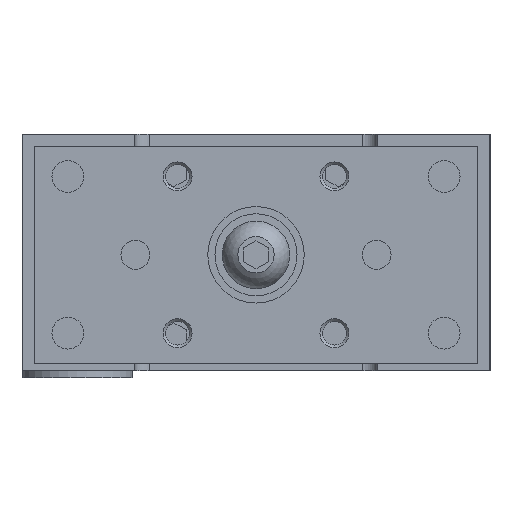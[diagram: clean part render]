
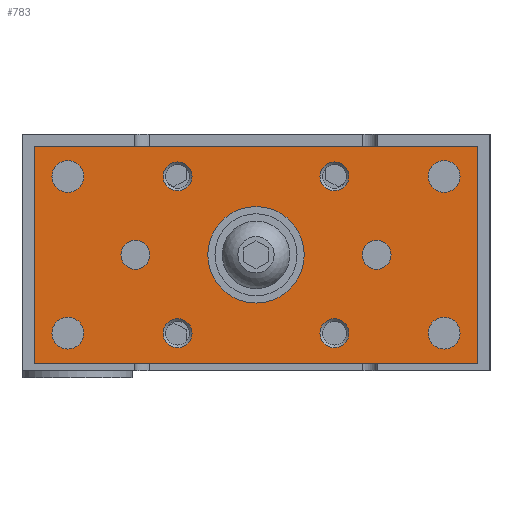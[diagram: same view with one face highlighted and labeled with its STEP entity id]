
A CAD part, left-side view. The second image highlights one B-rep face of the part: STEP entity #783.
In plain terms, the highlighted planar face has unit normal (-1, 0, 0).
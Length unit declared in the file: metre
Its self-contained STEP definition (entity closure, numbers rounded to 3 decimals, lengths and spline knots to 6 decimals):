
#783 = ADVANCED_FACE( '', ( #1869, #1870, #1871, #1872, #1873, #1874, #1875, #1876, #1877, #1878, #1879, #1880 ), #1881, .T. );
#1869 = FACE_OUTER_BOUND( '', #3251, .T. );
#1870 = FACE_BOUND( '', #3252, .T. );
#1871 = FACE_BOUND( '', #3253, .T. );
#1872 = FACE_BOUND( '', #3254, .T. );
#1873 = FACE_BOUND( '', #3255, .T. );
#1874 = FACE_BOUND( '', #3256, .T. );
#1875 = FACE_BOUND( '', #3257, .T. );
#1876 = FACE_BOUND( '', #3258, .T. );
#1877 = FACE_BOUND( '', #3259, .T. );
#1878 = FACE_BOUND( '', #3260, .T. );
#1879 = FACE_BOUND( '', #3261, .T. );
#1880 = FACE_BOUND( '', #3262, .T. );
#1881 = PLANE( '', #3263 );
#3251 = EDGE_LOOP( '', ( #5337, #5338, #5339, #5340 ) );
#3252 = EDGE_LOOP( '', ( #5341 ) );
#3253 = EDGE_LOOP( '', ( #5342 ) );
#3254 = EDGE_LOOP( '', ( #5343 ) );
#3255 = EDGE_LOOP( '', ( #5344 ) );
#3256 = EDGE_LOOP( '', ( #5345 ) );
#3257 = EDGE_LOOP( '', ( #5346 ) );
#3258 = EDGE_LOOP( '', ( #5347 ) );
#3259 = EDGE_LOOP( '', ( #5348 ) );
#3260 = EDGE_LOOP( '', ( #5349 ) );
#3261 = EDGE_LOOP( '', ( #5350 ) );
#3262 = EDGE_LOOP( '', ( #5351 ) );
#3263 = AXIS2_PLACEMENT_3D( '', #5352, #5353, #5354 );
#5337 = ORIENTED_EDGE( '', *, *, #7264, .T. );
#5338 = ORIENTED_EDGE( '', *, *, #7265, .T. );
#5339 = ORIENTED_EDGE( '', *, *, #7266, .T. );
#5340 = ORIENTED_EDGE( '', *, *, #7267, .T. );
#5341 = ORIENTED_EDGE( '', *, *, #7268, .T. );
#5342 = ORIENTED_EDGE( '', *, *, #7269, .F. );
#5343 = ORIENTED_EDGE( '', *, *, #7270, .F. );
#5344 = ORIENTED_EDGE( '', *, *, #7271, .T. );
#5345 = ORIENTED_EDGE( '', *, *, #7118, .T. );
#5346 = ORIENTED_EDGE( '', *, *, #7272, .F. );
#5347 = ORIENTED_EDGE( '', *, *, #6806, .T. );
#5348 = ORIENTED_EDGE( '', *, *, #6934, .F. );
#5349 = ORIENTED_EDGE( '', *, *, #6606, .F. );
#5350 = ORIENTED_EDGE( '', *, *, #7273, .T. );
#5351 = ORIENTED_EDGE( '', *, *, #7274, .T. );
#5352 = CARTESIAN_POINT( '', ( -0.019, -0.046, -0.0025 ) );
#5353 = DIRECTION( '', ( -1., 0., 0. ) );
#5354 = DIRECTION( '', ( 0., 0., 1. ) );
#6606 = EDGE_CURVE( '', #7616, #7616, #7617, .T. );
#6806 = EDGE_CURVE( '', #7950, #7950, #7951, .T. );
#6934 = EDGE_CURVE( '', #8162, #8162, #8163, .T. );
#7118 = EDGE_CURVE( '', #8436, #8436, #8437, .T. );
#7264 = EDGE_CURVE( '', #8648, #8649, #8650, .T. );
#7265 = EDGE_CURVE( '', #8649, #8651, #8652, .T. );
#7266 = EDGE_CURVE( '', #8651, #8653, #8654, .T. );
#7267 = EDGE_CURVE( '', #8653, #8648, #8655, .T. );
#7268 = EDGE_CURVE( '', #8656, #8656, #8657, .T. );
#7269 = EDGE_CURVE( '', #8658, #8658, #8659, .T. );
#7270 = EDGE_CURVE( '', #8660, #8660, #8661, .T. );
#7271 = EDGE_CURVE( '', #8662, #8662, #8663, .T. );
#7272 = EDGE_CURVE( '', #8664, #8664, #8665, .T. );
#7273 = EDGE_CURVE( '', #8666, #8666, #8667, .T. );
#7274 = EDGE_CURVE( '', #8668, #8668, #8669, .T. );
#7616 = VERTEX_POINT( '', #9079 );
#7617 = CIRCLE( '', #9080, 0.003 );
#7950 = VERTEX_POINT( '', #9511 );
#7951 = CIRCLE( '', #9512, 0.003 );
#8162 = VERTEX_POINT( '', #9815 );
#8163 = CIRCLE( '', #9816, 0.003 );
#8436 = VERTEX_POINT( '', #10309 );
#8437 = CIRCLE( '', #10310, 0.003 );
#8648 = VERTEX_POINT( '', #10815 );
#8649 = VERTEX_POINT( '', #10816 );
#8650 = LINE( '', #10817, #10818 );
#8651 = VERTEX_POINT( '', #10819 );
#8652 = LINE( '', #10820, #10821 );
#8653 = VERTEX_POINT( '', #10822 );
#8654 = LINE( '', #10823, #10824 );
#8655 = LINE( '', #10825, #10826 );
#8656 = VERTEX_POINT( '', #10827 );
#8657 = CIRCLE( '', #10828, 0.0033 );
#8658 = VERTEX_POINT( '', #10829 );
#8659 = CIRCLE( '', #10830, 0.0033 );
#8660 = VERTEX_POINT( '', #10831 );
#8661 = CIRCLE( '', #10832, 0.0033 );
#8662 = VERTEX_POINT( '', #10833 );
#8663 = CIRCLE( '', #10834, 0.0033 );
#8664 = VERTEX_POINT( '', #10835 );
#8665 = CIRCLE( '', #10836, 0.003 );
#8666 = VERTEX_POINT( '', #10837 );
#8667 = CIRCLE( '', #10838, 0.003 );
#8668 = VERTEX_POINT( '', #10839 );
#8669 = CIRCLE( '', #10840, 0.01 );
#9079 = CARTESIAN_POINT( '', ( -0.019, 0.01925, -0.04125 ) );
#9080 = AXIS2_PLACEMENT_3D( '', #11372, #11373, #11374 );
#9511 = CARTESIAN_POINT( '', ( -0.019, 0.01925, -0.00875 ) );
#9512 = AXIS2_PLACEMENT_3D( '', #11665, #11666, #11667 );
#9815 = CARTESIAN_POINT( '', ( -0.019, -0.01925, -0.00875 ) );
#9816 = AXIS2_PLACEMENT_3D( '', #11851, #11852, #11853 );
#10309 = CARTESIAN_POINT( '', ( -0.019, 0.028, -0.025 ) );
#10310 = AXIS2_PLACEMENT_3D( '', #12090, #12091, #12092 );
#10815 = CARTESIAN_POINT( '', ( -0.019, -0.046, -0.0475 ) );
#10816 = CARTESIAN_POINT( '', ( -0.019, -0.046, -0.0025 ) );
#10817 = CARTESIAN_POINT( '', ( -0.019, -0.046, -0.0475 ) );
#10818 = VECTOR( '', #12247, 1. );
#10819 = CARTESIAN_POINT( '', ( -0.019, 0.046, -0.0025 ) );
#10820 = CARTESIAN_POINT( '', ( -0.019, -0.046, -0.0025 ) );
#10821 = VECTOR( '', #12248, 1. );
#10822 = CARTESIAN_POINT( '', ( -0.019, 0.046, -0.0475 ) );
#10823 = CARTESIAN_POINT( '', ( -0.019, 0.046, -0.0025 ) );
#10824 = VECTOR( '', #12249, 1. );
#10825 = CARTESIAN_POINT( '', ( -0.019, 0.046, -0.0475 ) );
#10826 = VECTOR( '', #12250, 1. );
#10827 = CARTESIAN_POINT( '', ( -0.019, 0.0357, -0.00875 ) );
#10828 = AXIS2_PLACEMENT_3D( '', #12251, #12252, #12253 );
#10829 = CARTESIAN_POINT( '', ( -0.019, -0.0357, -0.00875 ) );
#10830 = AXIS2_PLACEMENT_3D( '', #12254, #12255, #12256 );
#10831 = CARTESIAN_POINT( '', ( -0.019, 0.0357, -0.04125 ) );
#10832 = AXIS2_PLACEMENT_3D( '', #12257, #12258, #12259 );
#10833 = CARTESIAN_POINT( '', ( -0.019, -0.0357, -0.04125 ) );
#10834 = AXIS2_PLACEMENT_3D( '', #12260, #12261, #12262 );
#10835 = CARTESIAN_POINT( '', ( -0.019, -0.028, -0.025 ) );
#10836 = AXIS2_PLACEMENT_3D( '', #12263, #12264, #12265 );
#10837 = CARTESIAN_POINT( '', ( -0.019, -0.01925, -0.04125 ) );
#10838 = AXIS2_PLACEMENT_3D( '', #12266, #12267, #12268 );
#10839 = CARTESIAN_POINT( '', ( -0.019, 0.01, -0.025 ) );
#10840 = AXIS2_PLACEMENT_3D( '', #12269, #12270, #12271 );
#11372 = CARTESIAN_POINT( '', ( -0.019, 0.01625, -0.04125 ) );
#11373 = DIRECTION( '', ( -1., 0., 0. ) );
#11374 = DIRECTION( '', ( 0., 1., 0. ) );
#11665 = CARTESIAN_POINT( '', ( -0.019, 0.01625, -0.00875 ) );
#11666 = DIRECTION( '', ( 1., 0., 0. ) );
#11667 = DIRECTION( '', ( 0., 1., 0. ) );
#11851 = CARTESIAN_POINT( '', ( -0.019, -0.01625, -0.00875 ) );
#11852 = DIRECTION( '', ( -1., 0., 0. ) );
#11853 = DIRECTION( '', ( 0., -1., 0. ) );
#12090 = CARTESIAN_POINT( '', ( -0.019, 0.025, -0.025 ) );
#12091 = DIRECTION( '', ( 1., 0., 0. ) );
#12092 = DIRECTION( '', ( 0., 1., 0. ) );
#12247 = DIRECTION( '', ( 0., 0., 1. ) );
#12248 = DIRECTION( '', ( 0., 1., 0. ) );
#12249 = DIRECTION( '', ( 0., 0., -1. ) );
#12250 = DIRECTION( '', ( 0., -1., 0. ) );
#12251 = CARTESIAN_POINT( '', ( -0.019, 0.039, -0.00875 ) );
#12252 = DIRECTION( '', ( 1., 0., 0. ) );
#12253 = DIRECTION( '', ( 0., -1., 0. ) );
#12254 = CARTESIAN_POINT( '', ( -0.019, -0.039, -0.00875 ) );
#12255 = DIRECTION( '', ( -1., 0., 0. ) );
#12256 = DIRECTION( '', ( 0., 1., 0. ) );
#12257 = CARTESIAN_POINT( '', ( -0.019, 0.039, -0.04125 ) );
#12258 = DIRECTION( '', ( -1., 0., 0. ) );
#12259 = DIRECTION( '', ( 0., -1., 0. ) );
#12260 = CARTESIAN_POINT( '', ( -0.019, -0.039, -0.04125 ) );
#12261 = DIRECTION( '', ( 1., 0., 0. ) );
#12262 = DIRECTION( '', ( 0., 1., 0. ) );
#12263 = CARTESIAN_POINT( '', ( -0.019, -0.025, -0.025 ) );
#12264 = DIRECTION( '', ( -1., 0., 0. ) );
#12265 = DIRECTION( '', ( 0., -1., 0. ) );
#12266 = CARTESIAN_POINT( '', ( -0.019, -0.01625, -0.04125 ) );
#12267 = DIRECTION( '', ( 1., 0., 0. ) );
#12268 = DIRECTION( '', ( 0., -1., 0. ) );
#12269 = CARTESIAN_POINT( '', ( -0.019, 0., -0.025 ) );
#12270 = DIRECTION( '', ( 1., 0., 0. ) );
#12271 = DIRECTION( '', ( 0., 1., 0. ) );
